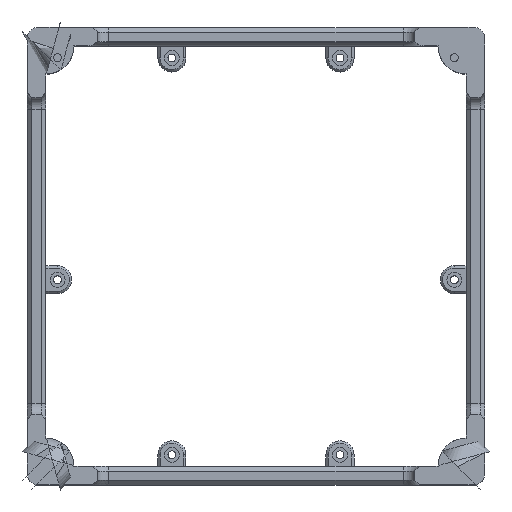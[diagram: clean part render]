
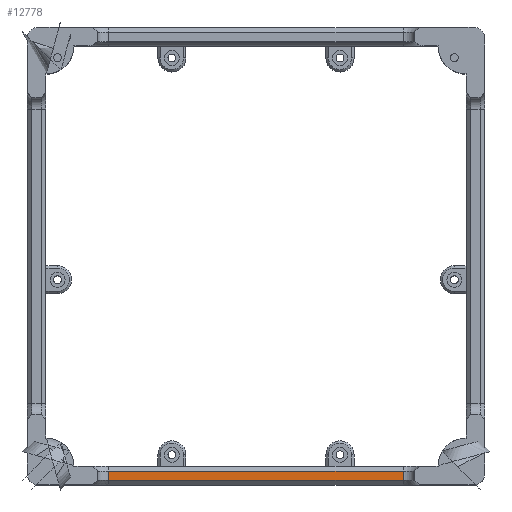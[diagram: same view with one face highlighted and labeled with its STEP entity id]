
A CAD part, top view. The second image highlights one B-rep face of the part: STEP entity #12778.
In plain terms, the highlighted planar face has unit normal (0, 0, 1).
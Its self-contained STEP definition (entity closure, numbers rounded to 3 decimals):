
#1907 = PLANE('',#1908);
#1908 = AXIS2_PLACEMENT_3D('',#1909,#1910,#1911);
#1909 = CARTESIAN_POINT('',(-63.,-91.,19.));
#1910 = DIRECTION('',(0.,-0.707,-0.707));
#1911 = DIRECTION('',(1.,0.,0.));
#6218 = VERTEX_POINT('',#6219);
#6219 = CARTESIAN_POINT('',(-63.,-92.,20.));
#6254 = CYLINDRICAL_SURFACE('',#6255,5.);
#6255 = AXIS2_PLACEMENT_3D('',#6256,#6257,#6258);
#6256 = CARTESIAN_POINT('',(-63.,-98.,25.));
#6257 = DIRECTION('',(0.,1.,0.));
#6258 = DIRECTION('',(-1.,0.,0.));
#6272 = VERTEX_POINT('',#6273);
#6273 = CARTESIAN_POINT('',(63.,-92.,20.));
#6293 = EDGE_CURVE('',#6218,#6272,#6294,.T.);
#6294 = SURFACE_CURVE('',#6295,(#6299,#6306),.PCURVE_S1.);
#6295 = LINE('',#6296,#6297);
#6296 = CARTESIAN_POINT('',(-63.,-92.,20.));
#6297 = VECTOR('',#6298,1.);
#6298 = DIRECTION('',(1.,0.,0.));
#6299 = PCURVE('',#1907,#6300);
#6300 = DEFINITIONAL_REPRESENTATION('',(#6301),#6305);
#6301 = LINE('',#6302,#6303);
#6302 = CARTESIAN_POINT('',(0.,1.414));
#6303 = VECTOR('',#6304,1.);
#6304 = DIRECTION('',(1.,0.));
#6305 = ( GEOMETRIC_REPRESENTATION_CONTEXT(2) 
PARAMETRIC_REPRESENTATION_CONTEXT() REPRESENTATION_CONTEXT('2D SPACE',''
  ) );
#6306 = PCURVE('',#6307,#6312);
#6307 = PLANE('',#6308);
#6308 = AXIS2_PLACEMENT_3D('',#6309,#6310,#6311);
#6309 = CARTESIAN_POINT('',(0.,0.,20.));
#6310 = DIRECTION('',(-0.,-0.,-1.));
#6311 = DIRECTION('',(-1.,0.,0.));
#6312 = DEFINITIONAL_REPRESENTATION('',(#6313),#6317);
#6313 = LINE('',#6314,#6315);
#6314 = CARTESIAN_POINT('',(63.,-92.));
#6315 = VECTOR('',#6316,1.);
#6316 = DIRECTION('',(-1.,0.));
#6317 = ( GEOMETRIC_REPRESENTATION_CONTEXT(2) 
PARAMETRIC_REPRESENTATION_CONTEXT() REPRESENTATION_CONTEXT('2D SPACE',''
  ) );
#6410 = CYLINDRICAL_SURFACE('',#6411,5.);
#6411 = AXIS2_PLACEMENT_3D('',#6412,#6413,#6414);
#6412 = CARTESIAN_POINT('',(63.,-98.,25.));
#6413 = DIRECTION('',(0.,1.,0.));
#6414 = DIRECTION('',(1.,0.,0.));
#10631 = PLANE('',#10632);
#10632 = AXIS2_PLACEMENT_3D('',#10633,#10634,#10635);
#10633 = CARTESIAN_POINT('',(63.,-97.,19.));
#10634 = DIRECTION('',(0.,-0.707,0.707));
#10635 = DIRECTION('',(1.,0.,0.));
#12733 = VERTEX_POINT('',#12734);
#12734 = CARTESIAN_POINT('',(-63.,-96.,20.));
#12758 = EDGE_CURVE('',#12733,#6218,#12759,.T.);
#12759 = SURFACE_CURVE('',#12760,(#12764,#12771),.PCURVE_S1.);
#12760 = LINE('',#12761,#12762);
#12761 = CARTESIAN_POINT('',(-63.,-98.,20.));
#12762 = VECTOR('',#12763,1.);
#12763 = DIRECTION('',(0.,1.,0.));
#12764 = PCURVE('',#6254,#12765);
#12765 = DEFINITIONAL_REPRESENTATION('',(#12766),#12770);
#12766 = LINE('',#12767,#12768);
#12767 = CARTESIAN_POINT('',(4.712,0.));
#12768 = VECTOR('',#12769,1.);
#12769 = DIRECTION('',(-0.,1.));
#12770 = ( GEOMETRIC_REPRESENTATION_CONTEXT(2) 
PARAMETRIC_REPRESENTATION_CONTEXT() REPRESENTATION_CONTEXT('2D SPACE',''
  ) );
#12771 = PCURVE('',#6307,#12772);
#12772 = DEFINITIONAL_REPRESENTATION('',(#12773),#12777);
#12773 = LINE('',#12774,#12775);
#12774 = CARTESIAN_POINT('',(63.,-98.));
#12775 = VECTOR('',#12776,1.);
#12776 = DIRECTION('',(0.,1.));
#12777 = ( GEOMETRIC_REPRESENTATION_CONTEXT(2) 
PARAMETRIC_REPRESENTATION_CONTEXT() REPRESENTATION_CONTEXT('2D SPACE',''
  ) );
#12778 = ADVANCED_FACE('',(#12779),#6307,.F.);
#12779 = FACE_BOUND('',#12780,.F.);
#12780 = EDGE_LOOP('',(#12781,#12782,#12783,#12806));
#12781 = ORIENTED_EDGE('',*,*,#12758,.T.);
#12782 = ORIENTED_EDGE('',*,*,#6293,.T.);
#12783 = ORIENTED_EDGE('',*,*,#12784,.F.);
#12784 = EDGE_CURVE('',#12785,#6272,#12787,.T.);
#12785 = VERTEX_POINT('',#12786);
#12786 = CARTESIAN_POINT('',(63.,-96.,20.));
#12787 = SURFACE_CURVE('',#12788,(#12792,#12799),.PCURVE_S1.);
#12788 = LINE('',#12789,#12790);
#12789 = CARTESIAN_POINT('',(63.,-98.,20.));
#12790 = VECTOR('',#12791,1.);
#12791 = DIRECTION('',(0.,1.,0.));
#12792 = PCURVE('',#6307,#12793);
#12793 = DEFINITIONAL_REPRESENTATION('',(#12794),#12798);
#12794 = LINE('',#12795,#12796);
#12795 = CARTESIAN_POINT('',(-63.,-98.));
#12796 = VECTOR('',#12797,1.);
#12797 = DIRECTION('',(0.,1.));
#12798 = ( GEOMETRIC_REPRESENTATION_CONTEXT(2) 
PARAMETRIC_REPRESENTATION_CONTEXT() REPRESENTATION_CONTEXT('2D SPACE',''
  ) );
#12799 = PCURVE('',#6410,#12800);
#12800 = DEFINITIONAL_REPRESENTATION('',(#12801),#12805);
#12801 = LINE('',#12802,#12803);
#12802 = CARTESIAN_POINT('',(1.571,0.));
#12803 = VECTOR('',#12804,1.);
#12804 = DIRECTION('',(0.,1.));
#12805 = ( GEOMETRIC_REPRESENTATION_CONTEXT(2) 
PARAMETRIC_REPRESENTATION_CONTEXT() REPRESENTATION_CONTEXT('2D SPACE',''
  ) );
#12806 = ORIENTED_EDGE('',*,*,#12807,.T.);
#12807 = EDGE_CURVE('',#12785,#12733,#12808,.T.);
#12808 = SURFACE_CURVE('',#12809,(#12813,#12820),.PCURVE_S1.);
#12809 = LINE('',#12810,#12811);
#12810 = CARTESIAN_POINT('',(63.,-96.,20.));
#12811 = VECTOR('',#12812,1.);
#12812 = DIRECTION('',(-1.,0.,0.));
#12813 = PCURVE('',#6307,#12814);
#12814 = DEFINITIONAL_REPRESENTATION('',(#12815),#12819);
#12815 = LINE('',#12816,#12817);
#12816 = CARTESIAN_POINT('',(-63.,-96.));
#12817 = VECTOR('',#12818,1.);
#12818 = DIRECTION('',(1.,0.));
#12819 = ( GEOMETRIC_REPRESENTATION_CONTEXT(2) 
PARAMETRIC_REPRESENTATION_CONTEXT() REPRESENTATION_CONTEXT('2D SPACE',''
  ) );
#12820 = PCURVE('',#10631,#12821);
#12821 = DEFINITIONAL_REPRESENTATION('',(#12822),#12826);
#12822 = LINE('',#12823,#12824);
#12823 = CARTESIAN_POINT('',(0.,1.414));
#12824 = VECTOR('',#12825,1.);
#12825 = DIRECTION('',(-1.,0.));
#12826 = ( GEOMETRIC_REPRESENTATION_CONTEXT(2) 
PARAMETRIC_REPRESENTATION_CONTEXT() REPRESENTATION_CONTEXT('2D SPACE',''
  ) );
